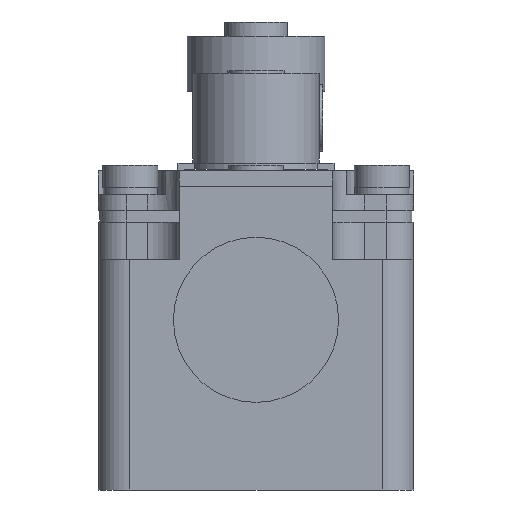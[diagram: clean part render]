
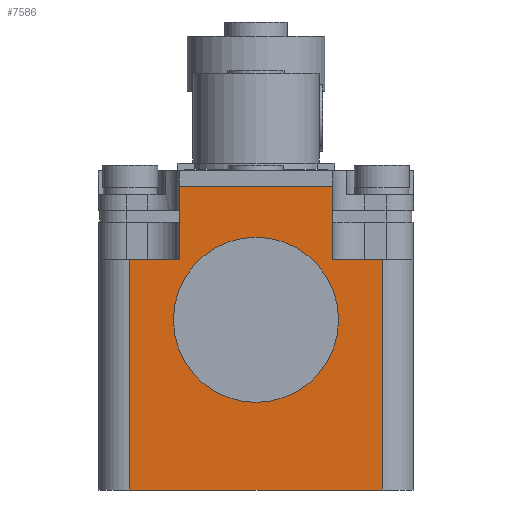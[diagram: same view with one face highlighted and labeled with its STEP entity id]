
A CAD part, front view. The second image highlights one B-rep face of the part: STEP entity #7586.
In plain terms, the highlighted planar face has unit normal (0, -1, 0).
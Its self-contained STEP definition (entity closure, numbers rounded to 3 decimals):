
#38 = DIRECTION ( 'NONE',  ( 1., 0., 0. ) ) ;
#189 = DIRECTION ( 'NONE',  ( 0., 0., 1. ) ) ;
#215 = VECTOR ( 'NONE', #8474, 1000. ) ;
#237 = EDGE_CURVE ( 'NONE', #1181, #9492, #2243, .T. ) ;
#274 = CARTESIAN_POINT ( 'NONE',  ( 24.85, -63.7, 29.2 ) ) ;
#549 = CARTESIAN_POINT ( 'NONE',  ( 5.35, -63.7, 38.5 ) ) ;
#675 = EDGE_CURVE ( 'NONE', #1654, #9423, #7922, .T. ) ;
#831 = EDGE_LOOP ( 'NONE', ( #6780, #3465 ) ) ;
#885 = PLANE ( 'NONE',  #1607 ) ;
#1024 = EDGE_LOOP ( 'NONE', ( #8723, #5756, #7871, #2095, #4959, #4524, #5698, #2200 ) ) ;
#1037 = EDGE_CURVE ( 'NONE', #7641, #2625, #5460, .T. ) ;
#1142 = VERTEX_POINT ( 'NONE', #3169 ) ;
#1181 = VERTEX_POINT ( 'NONE', #274 ) ;
#1196 = CARTESIAN_POINT ( 'NONE',  ( 15.1, -63.7, 11.123 ) ) ;
#1491 = VECTOR ( 'NONE', #6361, 1000. ) ;
#1607 = AXIS2_PLACEMENT_3D ( 'NONE', #9459, #5694, #189 ) ;
#1654 = VERTEX_POINT ( 'NONE', #549 ) ;
#1794 = VERTEX_POINT ( 'NONE', #8786 ) ;
#1966 = CARTESIAN_POINT ( 'NONE',  ( -0.9, -63.7, 0. ) ) ;
#2095 = ORIENTED_EDGE ( 'NONE', *, *, #675, .F. ) ;
#2200 = ORIENTED_EDGE ( 'NONE', *, *, #1037, .T. ) ;
#2243 = LINE ( 'NONE', #4742, #215 ) ;
#2411 = FACE_OUTER_BOUND ( 'NONE', #1024, .T. ) ;
#2625 = VERTEX_POINT ( 'NONE', #8853 ) ;
#2915 = EDGE_CURVE ( 'NONE', #9423, #1181, #8445, .T. ) ;
#2983 = EDGE_CURVE ( 'NONE', #7641, #6865, #2991, .T. ) ;
#2991 = LINE ( 'NONE', #6106, #7321 ) ;
#3112 = CARTESIAN_POINT ( 'NONE',  ( 31.1, -63.7, 29.2 ) ) ;
#3167 = VERTEX_POINT ( 'NONE', #1196 ) ;
#3169 = CARTESIAN_POINT ( 'NONE',  ( 5.35, -63.7, 29.2 ) ) ;
#3343 = EDGE_CURVE ( 'NONE', #1142, #1654, #3652, .T. ) ;
#3360 = DIRECTION ( 'NONE',  ( 0., -1., 0. ) ) ;
#3465 = ORIENTED_EDGE ( 'NONE', *, *, #9668, .F. ) ;
#3652 = LINE ( 'NONE', #3755, #5864 ) ;
#3755 = CARTESIAN_POINT ( 'NONE',  ( 5.35, -63.7, 29.2 ) ) ;
#3845 = AXIS2_PLACEMENT_3D ( 'NONE', #8866, #3360, #6633 ) ;
#3894 = VECTOR ( 'NONE', #9933, 1000. ) ;
#4005 = CIRCLE ( 'NONE', #3845, 10.478 ) ;
#4217 = VECTOR ( 'NONE', #38, 1000. ) ;
#4524 = ORIENTED_EDGE ( 'NONE', *, *, #7549, .F. ) ;
#4671 = VECTOR ( 'NONE', #9212, 1000. ) ;
#4742 = CARTESIAN_POINT ( 'NONE',  ( -4.9, -63.7, 29.2 ) ) ;
#4769 = FACE_BOUND ( 'NONE', #831, .T. ) ;
#4959 = ORIENTED_EDGE ( 'NONE', *, *, #3343, .F. ) ;
#5460 = LINE ( 'NONE', #7102, #9954 ) ;
#5473 = LINE ( 'NONE', #7920, #4217 ) ;
#5558 = EDGE_CURVE ( 'NONE', #3167, #1794, #7915, .T. ) ;
#5694 = DIRECTION ( 'NONE',  ( 0., 1., 0. ) ) ;
#5698 = ORIENTED_EDGE ( 'NONE', *, *, #2983, .F. ) ;
#5756 = ORIENTED_EDGE ( 'NONE', *, *, #237, .F. ) ;
#5864 = VECTOR ( 'NONE', #7669, 1000. ) ;
#6106 = CARTESIAN_POINT ( 'NONE',  ( -0.9, -63.7, 29.2 ) ) ;
#6114 = CARTESIAN_POINT ( 'NONE',  ( 31.1, -63.7, 29.2 ) ) ;
#6155 = EDGE_CURVE ( 'NONE', #9492, #2625, #6886, .T. ) ;
#6361 = DIRECTION ( 'NONE',  ( 1., 0., 0. ) ) ;
#6452 = CARTESIAN_POINT ( 'NONE',  ( -4.9, -63.7, 38.5 ) ) ;
#6585 = CARTESIAN_POINT ( 'NONE',  ( 15.1, -63.7, 21.6 ) ) ;
#6633 = DIRECTION ( 'NONE',  ( 0., 0., -1. ) ) ;
#6780 = ORIENTED_EDGE ( 'NONE', *, *, #5558, .F. ) ;
#6865 = VERTEX_POINT ( 'NONE', #7217 ) ;
#6886 = LINE ( 'NONE', #6114, #4671 ) ;
#7102 = CARTESIAN_POINT ( 'NONE',  ( -4.9, -63.7, 0. ) ) ;
#7110 = AXIS2_PLACEMENT_3D ( 'NONE', #6585, #8055, #8927 ) ;
#7217 = CARTESIAN_POINT ( 'NONE',  ( -0.9, -63.7, 29.2 ) ) ;
#7321 = VECTOR ( 'NONE', #9200, 1000. ) ;
#7549 = EDGE_CURVE ( 'NONE', #6865, #1142, #5473, .T. ) ;
#7586 = ADVANCED_FACE ( 'NONE', ( #2411, #4769 ), #885, .F. ) ;
#7641 = VERTEX_POINT ( 'NONE', #1966 ) ;
#7669 = DIRECTION ( 'NONE',  ( 0., 0., 1. ) ) ;
#7702 = CARTESIAN_POINT ( 'NONE',  ( 24.85, -63.7, 38.5 ) ) ;
#7871 = ORIENTED_EDGE ( 'NONE', *, *, #2915, .F. ) ;
#7909 = DIRECTION ( 'NONE',  ( 1., 0., 0. ) ) ;
#7915 = CIRCLE ( 'NONE', #7110, 10.478 ) ;
#7920 = CARTESIAN_POINT ( 'NONE',  ( -4.9, -63.7, 29.2 ) ) ;
#7922 = LINE ( 'NONE', #6452, #1491 ) ;
#8055 = DIRECTION ( 'NONE',  ( 0., -1., 0. ) ) ;
#8445 = LINE ( 'NONE', #8495, #3894 ) ;
#8474 = DIRECTION ( 'NONE',  ( 1., 0., 0. ) ) ;
#8495 = CARTESIAN_POINT ( 'NONE',  ( 24.85, -63.7, 29.2 ) ) ;
#8723 = ORIENTED_EDGE ( 'NONE', *, *, #6155, .F. ) ;
#8786 = CARTESIAN_POINT ( 'NONE',  ( 15.1, -63.7, 32.078 ) ) ;
#8853 = CARTESIAN_POINT ( 'NONE',  ( 31.1, -63.7, 0. ) ) ;
#8866 = CARTESIAN_POINT ( 'NONE',  ( 15.1, -63.7, 21.6 ) ) ;
#8927 = DIRECTION ( 'NONE',  ( 0., 0., -1. ) ) ;
#9200 = DIRECTION ( 'NONE',  ( 0., 0., 1. ) ) ;
#9212 = DIRECTION ( 'NONE',  ( 0., 0., -1. ) ) ;
#9423 = VERTEX_POINT ( 'NONE', #7702 ) ;
#9459 = CARTESIAN_POINT ( 'NONE',  ( -4.9, -63.7, 29.2 ) ) ;
#9492 = VERTEX_POINT ( 'NONE', #3112 ) ;
#9668 = EDGE_CURVE ( 'NONE', #1794, #3167, #4005, .T. ) ;
#9933 = DIRECTION ( 'NONE',  ( 0., 0., -1. ) ) ;
#9954 = VECTOR ( 'NONE', #7909, 1000. ) ;
